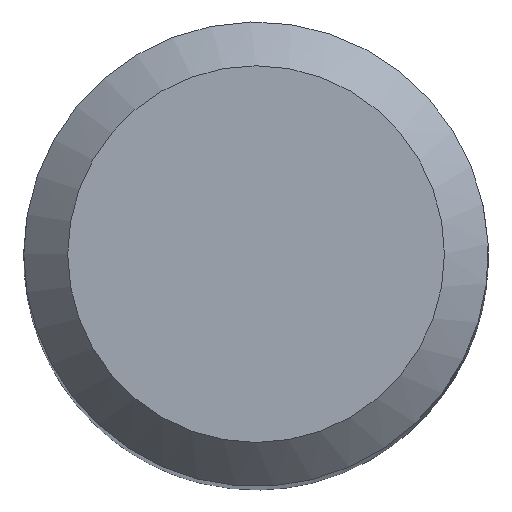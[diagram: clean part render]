
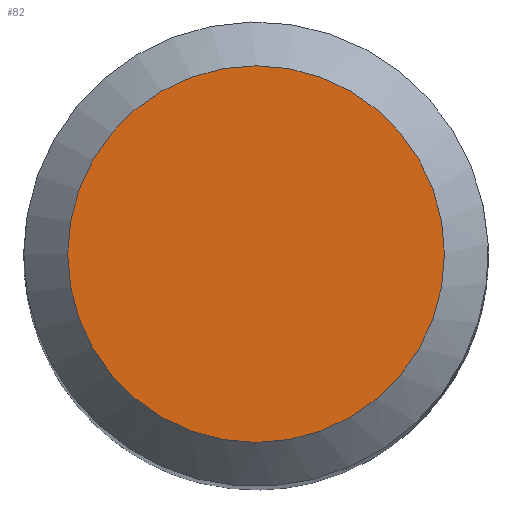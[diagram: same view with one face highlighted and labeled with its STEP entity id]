
A CAD part, top view. The second image highlights one B-rep face of the part: STEP entity #82.
In plain terms, the highlighted planar face has unit normal (0, 0, 1).
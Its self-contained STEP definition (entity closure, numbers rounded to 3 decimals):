
#44=PLANE('',#411);
#82=ADVANCED_FACE('',(#105),#44,.F.);
#105=FACE_OUTER_BOUND('',#129,.T.);
#129=EDGE_LOOP('',(#204));
#204=ORIENTED_EDGE('',*,*,#316,.F.);
#283=VERTEX_POINT('',#551);
#316=EDGE_CURVE('',#283,#283,#362,.T.);
#362=CIRCLE('',#405,6.438);
#405=AXIS2_PLACEMENT_3D('',#550,#436,#437);
#411=AXIS2_PLACEMENT_3D('',#728,#449,#450);
#436=DIRECTION('',(0.,0.,-1.));
#437=DIRECTION('',(-1.,0.,0.));
#449=DIRECTION('',(0.,0.,-1.));
#450=DIRECTION('',(1.,0.,0.));
#550=CARTESIAN_POINT('',(0.,0.,0.));
#551=CARTESIAN_POINT('',(-6.438,0.,0.));
#728=CARTESIAN_POINT('',(0.,3.059,0.));
